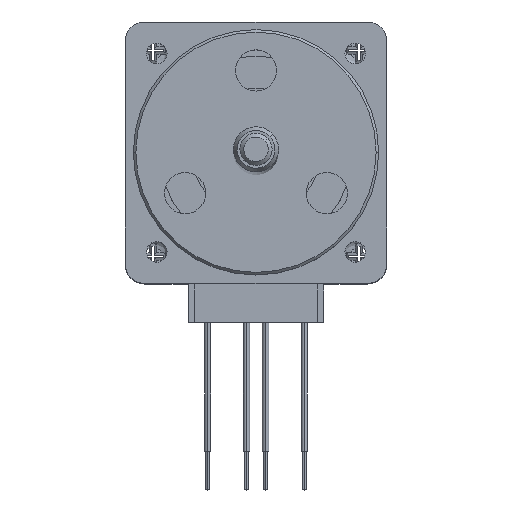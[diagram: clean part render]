
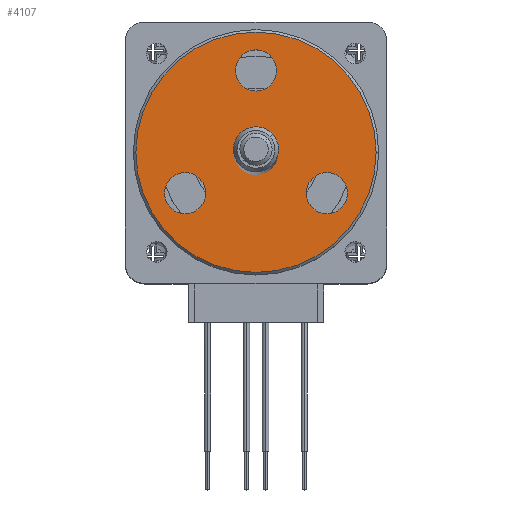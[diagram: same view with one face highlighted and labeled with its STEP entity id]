
A CAD part, top view. The second image highlights one B-rep face of the part: STEP entity #4107.
In plain terms, the highlighted planar face has unit normal (0, 0, 1).
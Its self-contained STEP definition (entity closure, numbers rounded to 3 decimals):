
#131 = DIRECTION ( 'NONE',  ( 0., 0., 1. ) ) ;
#153 = AXIS2_PLACEMENT_3D ( 'NONE', #3420, #7284, #3986 ) ;
#324 = ORIENTED_EDGE ( 'NONE', *, *, #3021, .T. ) ;
#374 = ORIENTED_EDGE ( 'NONE', *, *, #3234, .T. ) ;
#452 = AXIS2_PLACEMENT_3D ( 'NONE', #7245, #131, #1850 ) ;
#473 = FACE_BOUND ( 'NONE', #1946, .T. ) ;
#814 = EDGE_CURVE ( 'NONE', #1968, #6291, #6590, .T. ) ;
#885 = EDGE_LOOP ( 'NONE', ( #1699, #6928 ) ) ;
#897 = CARTESIAN_POINT ( 'NONE',  ( -1.909, 3.251, 63.1 ) ) ;
#1085 = CARTESIAN_POINT ( 'NONE',  ( -1.909, 3.251, 63.1 ) ) ;
#1666 = DIRECTION ( 'NONE',  ( -1., 0., 0. ) ) ;
#1699 = ORIENTED_EDGE ( 'NONE', *, *, #3760, .T. ) ;
#1748 = CARTESIAN_POINT ( 'NONE',  ( 5.19, 0.076, 63.1 ) ) ;
#1776 = CARTESIAN_POINT ( 'NONE',  ( -7.408, 0.076, 63.1 ) ) ;
#1824 = DIRECTION ( 'NONE',  ( -1., 0., 0. ) ) ;
#1850 = DIRECTION ( 'NONE',  ( -1., 0., 0. ) ) ;
#1856 = DIRECTION ( 'NONE',  ( 0., 0., -1. ) ) ;
#1871 = CARTESIAN_POINT ( 'NONE',  ( 3.59, 0.076, 63.1 ) ) ;
#1946 = EDGE_LOOP ( 'NONE', ( #2345, #4687 ) ) ;
#1961 = DIRECTION ( 'NONE',  ( -1., 0., 0. ) ) ;
#1968 = VERTEX_POINT ( 'NONE', #6056 ) ;
#2003 = DIRECTION ( 'NONE',  ( 0., 0., -1. ) ) ;
#2048 = DIRECTION ( 'NONE',  ( -1., 0., 0. ) ) ;
#2089 = CIRCLE ( 'NONE', #5375, 1.6 ) ;
#2102 = EDGE_CURVE ( 'NONE', #3855, #2911, #5302, .T. ) ;
#2323 = CARTESIAN_POINT ( 'NONE',  ( -0.359, 3.251, 63.1 ) ) ;
#2345 = ORIENTED_EDGE ( 'NONE', *, *, #7002, .T. ) ;
#2359 = EDGE_CURVE ( 'NONE', #4670, #5235, #5020, .T. ) ;
#2393 = CARTESIAN_POINT ( 'NONE',  ( -7.408, 0.076, 63.1 ) ) ;
#2427 = CIRCLE ( 'NONE', #4891, 1.55 ) ;
#2588 = CARTESIAN_POINT ( 'NONE',  ( 7.416, 3.251, 63.1 ) ) ;
#2732 = CARTESIAN_POINT ( 'NONE',  ( 3.59, 0.076, 63.1 ) ) ;
#2745 = DIRECTION ( 'NONE',  ( 0., 0., -1. ) ) ;
#2911 = VERTEX_POINT ( 'NONE', #6150 ) ;
#2979 = DIRECTION ( 'NONE',  ( -1., 0., 0. ) ) ;
#3021 = EDGE_CURVE ( 'NONE', #4129, #3507, #4795, .T. ) ;
#3025 = CARTESIAN_POINT ( 'NONE',  ( -1.909, 9.601, 63.1 ) ) ;
#3031 = CARTESIAN_POINT ( 'NONE',  ( -11.234, 3.251, 63.1 ) ) ;
#3050 = DIRECTION ( 'NONE',  ( 0., 0., 1. ) ) ;
#3065 = DIRECTION ( 'NONE',  ( 0., 0., -1. ) ) ;
#3126 = DIRECTION ( 'NONE',  ( -1., 0., 0. ) ) ;
#3234 = EDGE_CURVE ( 'NONE', #5235, #4670, #2089, .T. ) ;
#3302 = DIRECTION ( 'NONE',  ( -1., 0., 0. ) ) ;
#3313 = FACE_BOUND ( 'NONE', #885, .T. ) ;
#3318 = ORIENTED_EDGE ( 'NONE', *, *, #3438, .T. ) ;
#3390 = CARTESIAN_POINT ( 'NONE',  ( -5.808, 0.076, 63.1 ) ) ;
#3420 = CARTESIAN_POINT ( 'NONE',  ( -1.909, 3.251, 63.1 ) ) ;
#3438 = EDGE_CURVE ( 'NONE', #2911, #3855, #5243, .T. ) ;
#3507 = VERTEX_POINT ( 'NONE', #3031 ) ;
#3760 = EDGE_CURVE ( 'NONE', #6291, #1968, #5749, .T. ) ;
#3783 = ORIENTED_EDGE ( 'NONE', *, *, #6765, .T. ) ;
#3855 = VERTEX_POINT ( 'NONE', #3390 ) ;
#3882 = EDGE_CURVE ( 'NONE', #6141, #4114, #5234, .T. ) ;
#3986 = DIRECTION ( 'NONE',  ( -1., 0., 0. ) ) ;
#4107 = ADVANCED_FACE ( 'NONE', ( #473, #4960, #6248, #4789, #3313 ), #5373, .F. ) ;
#4114 = VERTEX_POINT ( 'NONE', #6461 ) ;
#4129 = VERTEX_POINT ( 'NONE', #2588 ) ;
#4154 = AXIS2_PLACEMENT_3D ( 'NONE', #3025, #3065, #3126 ) ;
#4249 = EDGE_LOOP ( 'NONE', ( #3783, #324 ) ) ;
#4483 = AXIS2_PLACEMENT_3D ( 'NONE', #6076, #2745, #6636 ) ;
#4560 = AXIS2_PLACEMENT_3D ( 'NONE', #897, #5394, #2048 ) ;
#4670 = VERTEX_POINT ( 'NONE', #1748 ) ;
#4687 = ORIENTED_EDGE ( 'NONE', *, *, #3882, .T. ) ;
#4754 = CARTESIAN_POINT ( 'NONE',  ( -3.509, 9.601, 63.1 ) ) ;
#4789 = FACE_BOUND ( 'NONE', #6537, .T. ) ;
#4795 = CIRCLE ( 'NONE', #452, 9.325 ) ;
#4841 = EDGE_LOOP ( 'NONE', ( #374, #7003 ) ) ;
#4891 = AXIS2_PLACEMENT_3D ( 'NONE', #1085, #5005, #1666 ) ;
#4960 = FACE_OUTER_BOUND ( 'NONE', #4249, .T. ) ;
#5005 = DIRECTION ( 'NONE',  ( 0., 0., -1. ) ) ;
#5020 = CIRCLE ( 'NONE', #5899, 1.6 ) ;
#5234 = CIRCLE ( 'NONE', #153, 1.55 ) ;
#5235 = VERTEX_POINT ( 'NONE', #5639 ) ;
#5243 = CIRCLE ( 'NONE', #5598, 1.6 ) ;
#5302 = CIRCLE ( 'NONE', #5312, 1.6 ) ;
#5312 = AXIS2_PLACEMENT_3D ( 'NONE', #1776, #2003, #1961 ) ;
#5336 = ORIENTED_EDGE ( 'NONE', *, *, #2102, .T. ) ;
#5373 = PLANE ( 'NONE',  #4560 ) ;
#5375 = AXIS2_PLACEMENT_3D ( 'NONE', #2732, #6622, #3302 ) ;
#5394 = DIRECTION ( 'NONE',  ( 0., 0., -1. ) ) ;
#5598 = AXIS2_PLACEMENT_3D ( 'NONE', #2393, #6297, #2979 ) ;
#5639 = CARTESIAN_POINT ( 'NONE',  ( 1.99, 0.076, 63.1 ) ) ;
#5749 = CIRCLE ( 'NONE', #4483, 1.6 ) ;
#5899 = AXIS2_PLACEMENT_3D ( 'NONE', #1871, #1856, #1824 ) ;
#6056 = CARTESIAN_POINT ( 'NONE',  ( -0.309, 9.601, 63.1 ) ) ;
#6076 = CARTESIAN_POINT ( 'NONE',  ( -1.909, 9.601, 63.1 ) ) ;
#6141 = VERTEX_POINT ( 'NONE', #2323 ) ;
#6150 = CARTESIAN_POINT ( 'NONE',  ( -9.008, 0.076, 63.1 ) ) ;
#6248 = FACE_BOUND ( 'NONE', #4841, .T. ) ;
#6291 = VERTEX_POINT ( 'NONE', #4754 ) ;
#6297 = DIRECTION ( 'NONE',  ( 0., 0., -1. ) ) ;
#6363 = CARTESIAN_POINT ( 'NONE',  ( -1.909, 3.251, 63.1 ) ) ;
#6461 = CARTESIAN_POINT ( 'NONE',  ( -3.459, 3.251, 63.1 ) ) ;
#6537 = EDGE_LOOP ( 'NONE', ( #3318, #5336 ) ) ;
#6590 = CIRCLE ( 'NONE', #4154, 1.6 ) ;
#6618 = CIRCLE ( 'NONE', #6901, 9.325 ) ;
#6622 = DIRECTION ( 'NONE',  ( 0., 0., -1. ) ) ;
#6636 = DIRECTION ( 'NONE',  ( -1., 0., 0. ) ) ;
#6765 = EDGE_CURVE ( 'NONE', #3507, #4129, #6618, .T. ) ;
#6901 = AXIS2_PLACEMENT_3D ( 'NONE', #6363, #3050, #6916 ) ;
#6916 = DIRECTION ( 'NONE',  ( -1., 0., 0. ) ) ;
#6928 = ORIENTED_EDGE ( 'NONE', *, *, #814, .T. ) ;
#7002 = EDGE_CURVE ( 'NONE', #4114, #6141, #2427, .T. ) ;
#7003 = ORIENTED_EDGE ( 'NONE', *, *, #2359, .T. ) ;
#7245 = CARTESIAN_POINT ( 'NONE',  ( -1.909, 3.251, 63.1 ) ) ;
#7284 = DIRECTION ( 'NONE',  ( 0., 0., -1. ) ) ;
